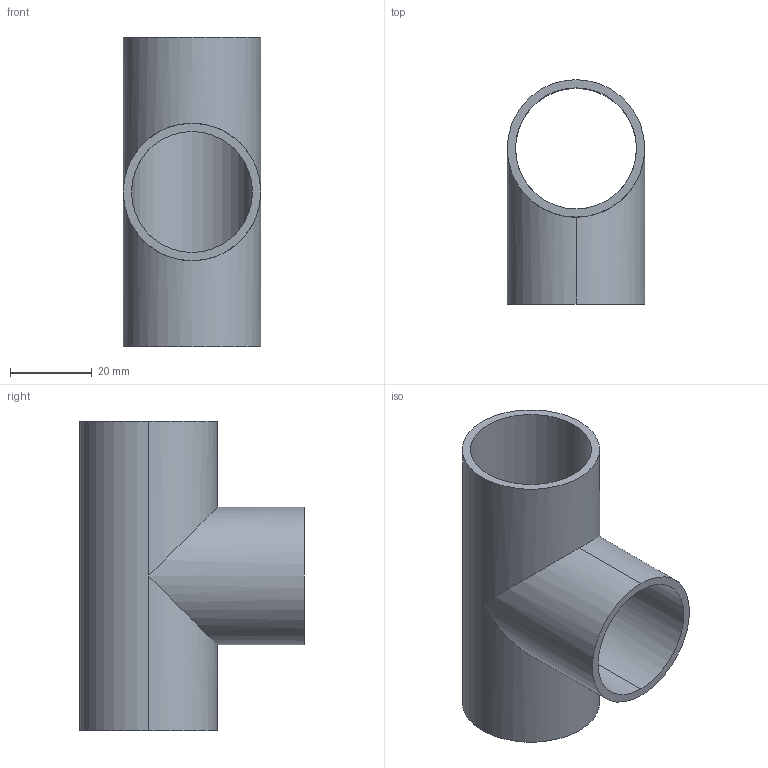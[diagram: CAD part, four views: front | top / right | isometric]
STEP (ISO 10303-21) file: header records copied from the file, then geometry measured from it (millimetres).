
FILE_DESCRIPTION (( 'STEP AP203' ), '1' );
FILE_NAME ('55176-240.STEP', '2016-01-25T07:49:24', ( '' ), ( '' ), 'SwSTEP 2.0', 'SolidWorks 2015', '' );
FILE_SCHEMA (( 'CONFIG_CONTROL_DESIGN' ));
Length unit declared in the file: millimetre
Products named in the file (1): 55176-240
Bounding box: 33.7 x 55 x 76 mm (x, y, z)
Volume: 18710.6 mm3; surface area: 19307.3 mm2
Topology: 1 solids, 1 shells, 237 faces, 637 edges, 416 vertices
Faces by surface type: plane 107, bspline 88, cylinder 42
Entity records: 11018 total; most frequent: CARTESIAN_POINT 5663, ORIENTED_EDGE 1274, DIRECTION 807, EDGE_CURVE 637, VERTEX_POINT 416, LINE 311, VECTOR 311, EDGE_LOOP 255
